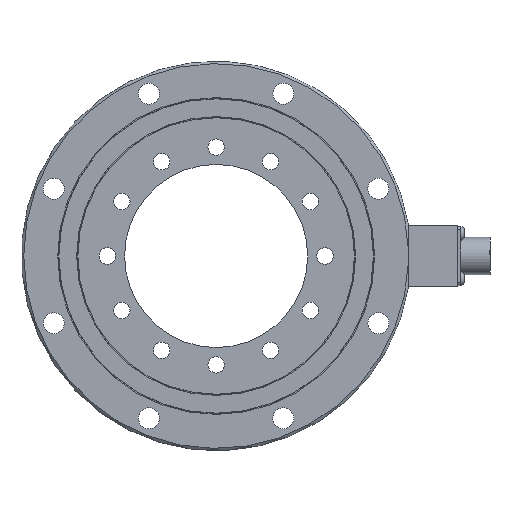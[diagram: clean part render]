
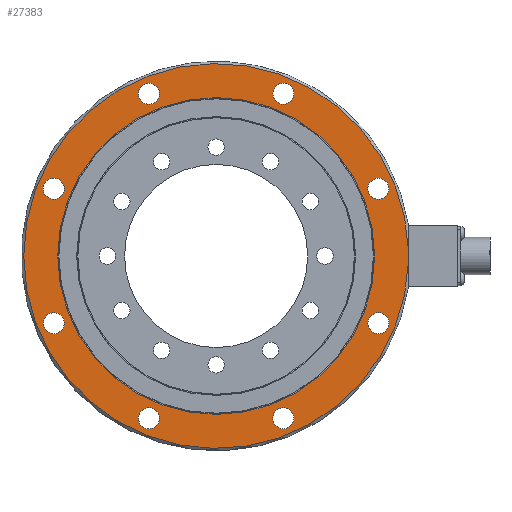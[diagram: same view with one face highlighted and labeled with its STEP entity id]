
A CAD part, front view. The second image highlights one B-rep face of the part: STEP entity #27383.
In plain terms, the highlighted planar face has unit normal (0, -1, 0).
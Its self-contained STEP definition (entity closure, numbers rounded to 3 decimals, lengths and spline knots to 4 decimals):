
#1937=FACE_BOUND('',#8447,.T.);
#1938=FACE_BOUND('',#8448,.T.);
#1939=FACE_BOUND('',#8449,.T.);
#1940=FACE_BOUND('',#8450,.T.);
#1941=FACE_BOUND('',#8451,.T.);
#1942=FACE_BOUND('',#8452,.T.);
#1943=FACE_BOUND('',#8453,.T.);
#1944=FACE_BOUND('',#8454,.T.);
#1945=FACE_BOUND('',#8455,.T.);
#2116=LINE('',#36939,#4073);
#4073=VECTOR('',#31039,0.1997);
#6022=PLANE('',#28988);
#6842=FACE_OUTER_BOUND('',#8446,.T.);
#8446=EDGE_LOOP('',(#17917,#17918));
#8447=EDGE_LOOP('',(#17919));
#8448=EDGE_LOOP('',(#17920));
#8449=EDGE_LOOP('',(#17921));
#8450=EDGE_LOOP('',(#17922));
#8451=EDGE_LOOP('',(#17923));
#8452=EDGE_LOOP('',(#17924));
#8453=EDGE_LOOP('',(#17925));
#8454=EDGE_LOOP('',(#17926));
#8455=EDGE_LOOP('',(#17927));
#10137=CIRCLE('',#28914,2.52);
#10138=CIRCLE('',#28916,3.0606);
#10171=CIRCLE('',#28973,0.1673);
#10172=CIRCLE('',#28975,0.1673);
#10173=CIRCLE('',#28977,0.1673);
#10174=CIRCLE('',#28979,0.1673);
#10175=CIRCLE('',#28981,0.1673);
#10176=CIRCLE('',#28983,0.1673);
#10177=CIRCLE('',#28985,0.1673);
#10178=CIRCLE('',#28987,0.1673);
#11069=VERTEX_POINT('',#36744);
#11073=VERTEX_POINT('',#36756);
#11074=VERTEX_POINT('',#36760);
#11120=VERTEX_POINT('',#36915);
#11121=VERTEX_POINT('',#36918);
#11122=VERTEX_POINT('',#36921);
#11123=VERTEX_POINT('',#36924);
#11124=VERTEX_POINT('',#36927);
#11125=VERTEX_POINT('',#36930);
#11126=VERTEX_POINT('',#36933);
#11127=VERTEX_POINT('',#36936);
#13748=EDGE_CURVE('',#11069,#11069,#10137,.T.);
#13752=EDGE_CURVE('',#11074,#11073,#10138,.T.);
#13801=EDGE_CURVE('',#11120,#11120,#10171,.T.);
#13802=EDGE_CURVE('',#11121,#11121,#10172,.T.);
#13803=EDGE_CURVE('',#11122,#11122,#10173,.T.);
#13804=EDGE_CURVE('',#11123,#11123,#10174,.T.);
#13805=EDGE_CURVE('',#11124,#11124,#10175,.T.);
#13806=EDGE_CURVE('',#11125,#11125,#10176,.T.);
#13807=EDGE_CURVE('',#11126,#11126,#10177,.T.);
#13808=EDGE_CURVE('',#11127,#11127,#10178,.T.);
#13809=EDGE_CURVE('',#11073,#11074,#2116,.T.);
#17917=ORIENTED_EDGE('',*,*,#13809,.T.);
#17918=ORIENTED_EDGE('',*,*,#13752,.T.);
#17919=ORIENTED_EDGE('',*,*,#13748,.F.);
#17920=ORIENTED_EDGE('',*,*,#13801,.T.);
#17921=ORIENTED_EDGE('',*,*,#13802,.T.);
#17922=ORIENTED_EDGE('',*,*,#13803,.T.);
#17923=ORIENTED_EDGE('',*,*,#13804,.T.);
#17924=ORIENTED_EDGE('',*,*,#13805,.T.);
#17925=ORIENTED_EDGE('',*,*,#13806,.T.);
#17926=ORIENTED_EDGE('',*,*,#13807,.T.);
#17927=ORIENTED_EDGE('',*,*,#13808,.T.);
#27383=ADVANCED_FACE('',(#6842,#1937,#1938,#1939,#1940,#1941,#1942,#1943,
#1944,#1945),#6022,.T.);
#28914=AXIS2_PLACEMENT_3D('',#36745,#30882,#30883);
#28916=AXIS2_PLACEMENT_3D('',#36761,#30886,#30887);
#28973=AXIS2_PLACEMENT_3D('',#36916,#31007,#31008);
#28975=AXIS2_PLACEMENT_3D('',#36919,#31011,#31012);
#28977=AXIS2_PLACEMENT_3D('',#36922,#31015,#31016);
#28979=AXIS2_PLACEMENT_3D('',#36925,#31019,#31020);
#28981=AXIS2_PLACEMENT_3D('',#36928,#31023,#31024);
#28983=AXIS2_PLACEMENT_3D('',#36931,#31027,#31028);
#28985=AXIS2_PLACEMENT_3D('',#36934,#31031,#31032);
#28987=AXIS2_PLACEMENT_3D('',#36937,#31035,#31036);
#28988=AXIS2_PLACEMENT_3D('',#36938,#31037,#31038);
#30882=DIRECTION('center_axis',(0.,-1.,0.));
#30883=DIRECTION('ref_axis',(1.,0.,0.));
#30886=DIRECTION('center_axis',(0.,-1.,0.));
#30887=DIRECTION('ref_axis',(1.,0.,0.));
#31007=DIRECTION('center_axis',(0.,1.,0.));
#31008=DIRECTION('ref_axis',(1.,0.,0.));
#31011=DIRECTION('center_axis',(0.,1.,0.));
#31012=DIRECTION('ref_axis',(0.707,0.,0.707));
#31015=DIRECTION('center_axis',(0.,1.,0.));
#31016=DIRECTION('ref_axis',(0.,0.,
1.));
#31019=DIRECTION('center_axis',(0.,1.,0.));
#31020=DIRECTION('ref_axis',(-0.707,0.,0.707));
#31023=DIRECTION('center_axis',(0.,1.,0.));
#31024=DIRECTION('ref_axis',(-1.,0.,0.));
#31027=DIRECTION('center_axis',(0.,1.,0.));
#31028=DIRECTION('ref_axis',(-0.707,0.,-0.707));
#31031=DIRECTION('center_axis',(0.,1.,0.));
#31032=DIRECTION('ref_axis',(0.,0.,
-1.));
#31035=DIRECTION('center_axis',(0.,1.,0.));
#31036=DIRECTION('ref_axis',(0.707,0.,-0.707));
#31037=DIRECTION('center_axis',(0.,-1.,0.));
#31038=DIRECTION('ref_axis',(0.,0.,-1.));
#31039=DIRECTION('',(0.,0.,1.));
#36744=CARTESIAN_POINT('',(1.6651,0.3733,0.0037));
#36745=CARTESIAN_POINT('Origin',(-0.8549,0.3733,0.0037));
#36756=CARTESIAN_POINT('',(2.2041,0.3733,-0.0961));
#36760=CARTESIAN_POINT('',(2.2041,0.3733,0.1036));
#36761=CARTESIAN_POINT('Origin',(-0.8549,0.3733,0.0037));
#36915=CARTESIAN_POINT('',(-3.6045,0.3733,1.0733));
#36916=CARTESIAN_POINT('Origin',(-3.4371,0.3733,1.0733));
#36918=CARTESIAN_POINT('',(-3.5555,0.3733,-1.1842));
#36919=CARTESIAN_POINT('Origin',(-3.4371,0.3733,-1.0659));
#36921=CARTESIAN_POINT('',(-1.9245,0.3733,-2.7458));
#36922=CARTESIAN_POINT('Origin',(-1.9245,0.3733,-2.5785));
#36924=CARTESIAN_POINT('',(0.333,0.3733,-2.6968));
#36925=CARTESIAN_POINT('Origin',(0.2147,0.3733,-2.5785));
#36927=CARTESIAN_POINT('',(1.8947,0.3733,-1.0659));
#36928=CARTESIAN_POINT('Origin',(1.7274,0.3733,-1.0659));
#36930=CARTESIAN_POINT('',(1.8457,0.3733,1.1916));
#36931=CARTESIAN_POINT('Origin',(1.7274,0.3733,1.0733));
#36933=CARTESIAN_POINT('',(0.2147,0.3733,2.7533));
#36934=CARTESIAN_POINT('Origin',(0.2147,0.3733,2.586));
#36936=CARTESIAN_POINT('',(-2.0428,0.3733,2.7043));
#36937=CARTESIAN_POINT('Origin',(-1.9245,0.3733,2.586));
#36938=CARTESIAN_POINT('Origin',(1.6651,0.3733,0.0037));
#36939=CARTESIAN_POINT('',(2.2041,0.3733,0.0037));
